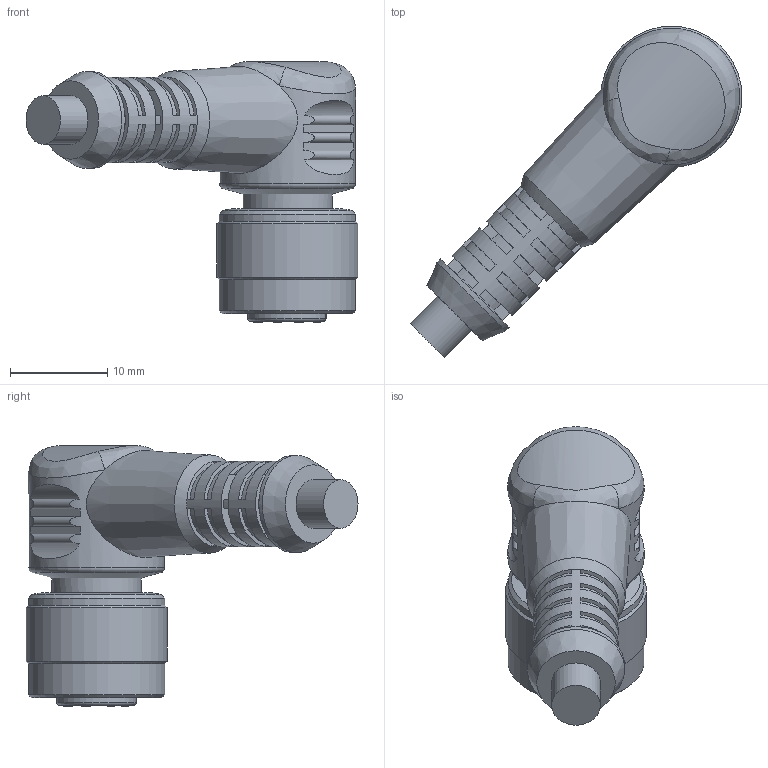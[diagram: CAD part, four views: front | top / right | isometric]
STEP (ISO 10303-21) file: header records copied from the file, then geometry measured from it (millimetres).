
FILE_DESCRIPTION(/* description */ (''),/* implementation_level */ '2;1');
FILE_NAME(/* name */ '00-7630-0159_bg.stp',/* time_stamp */ '2010-11-10T15:15:59+01:00',/* author */ (''),/* organization */ (''),/* preprocessor_version */ 'ST-DEVELOPER v11',/* originating_system */ 'UGS - NX 5.0',/* authorisation */ '');
FILE_SCHEMA (('CONFIG_CONTROL_DESIGN'));
Length unit declared in the file: millimetre
Products named in the file (1): kborC59Dnvjk
Bounding box: 34.12 x 34.12 x 26.8 mm (x, y, z)
Volume: 5215.2 mm3; surface area: 3235.4 mm2
Topology: 1 solids, 1 shells, 296 faces, 766 edges, 493 vertices
Faces by surface type: plane 127, cylinder 75, cone 69, extrusion 16, torus 5, bspline 2, sphere 2
Full cylindrical faces by diameter (mm): 1.1 x4, 1.2 x1, 5 x1, 8.8 x1, 9.2 x1, 10 x1, 10.9 x1, 14 x3, 14.5 x1
Entity records: 9677 total; most frequent: CARTESIAN_POINT 2893, ORIENTED_EDGE 1390, DIRECTION 1311, EDGE_CURVE 695, AXIS2_PLACEMENT_3D 514, VERTEX_POINT 470, EDGE_LOOP 361, ADVANCED_FACE 296
